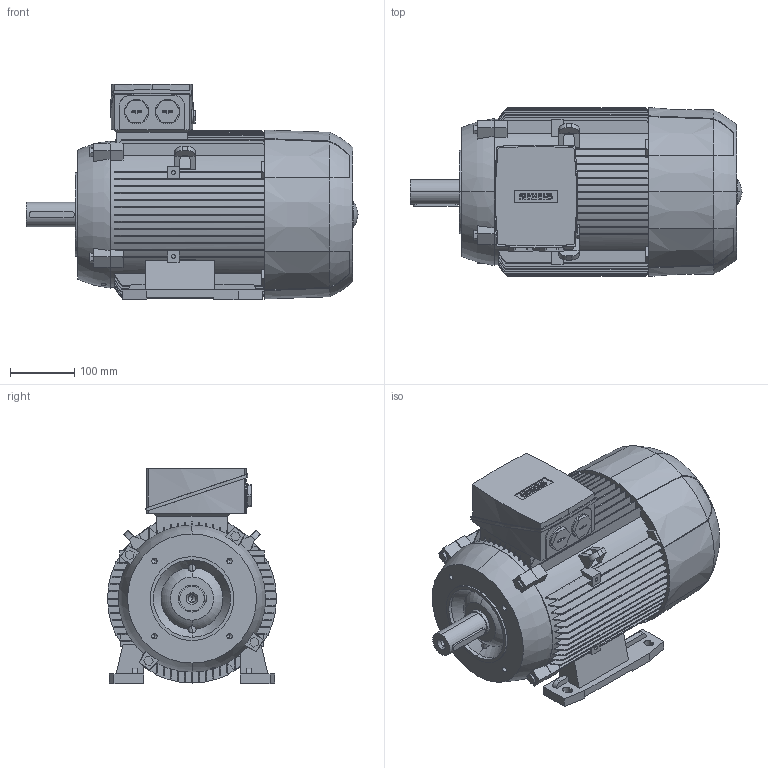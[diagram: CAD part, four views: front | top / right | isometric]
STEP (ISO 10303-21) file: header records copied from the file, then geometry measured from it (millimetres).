
FILE_DESCRIPTION(('STEP AP214'),'1');
FILE_NAME('cctmp_ED538288-3932-4162-AC10-0484A0C9A6C2_2023_06_27_10_59_04_0991..stp','2023-06-27T08:59:05',('SIEMENS A&D'),('CADClick - www.CADClick.com'),'Spatial InterOp 3D',' ','unknown authorization');
FILE_SCHEMA(('AUTOMOTIVE_DESIGN'));
Length unit declared in the file: millimetre
Products named in the file (1): 2023_06_27_10_59_04_0975
Bounding box: 515 x 262 x 334 mm (x, y, z)
Volume: 20950987 mm3; surface area: 937887.3 mm2
Topology: 1 solids, 1 shells, 942 faces, 2670 edges, 1757 vertices
Faces by surface type: plane 553, cylinder 235, torus 124, cone 30
Entity records: 44508 total; most frequent: CARTESIAN_POINT 12895, ORIENTED_EDGE 5316, DIRECTION 4669, EDGE_CURVE 2658, VERTEX_POINT 1757, LINE 1597, VECTOR 1597, AXIS2_PLACEMENT_3D 1536
